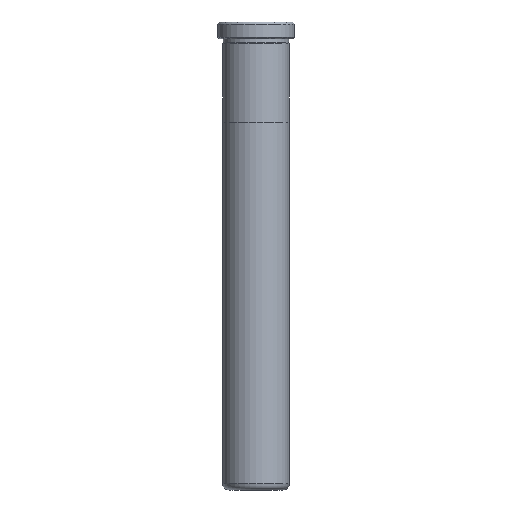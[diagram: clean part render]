
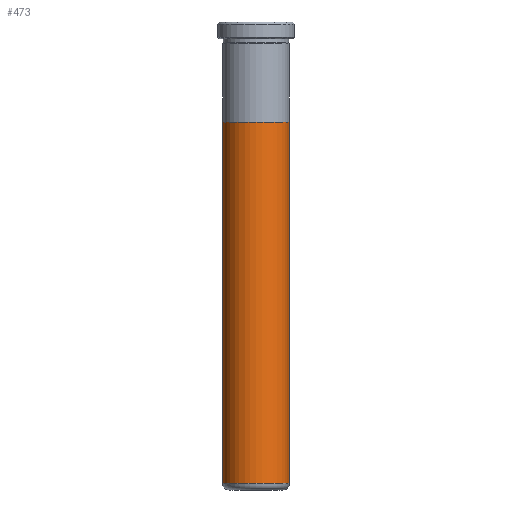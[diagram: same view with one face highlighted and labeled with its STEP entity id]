
A CAD part, front view. The second image highlights one B-rep face of the part: STEP entity #473.
In plain terms, the highlighted cylindrical face has radius 9.995 mm (diameter 19.99 mm), a partial arc.
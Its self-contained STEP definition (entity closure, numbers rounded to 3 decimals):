
#12 = VERTEX_POINT ( 'NONE', #1279 ) ;
#18 = AXIS2_PLACEMENT_3D ( 'NONE', #335, #234, #212 ) ;
#150 = ORIENTED_EDGE ( 'NONE', *, *, #494, .T. ) ;
#212 = DIRECTION ( 'NONE',  ( 1., 0., 0. ) ) ;
#234 = DIRECTION ( 'NONE',  ( 0., 0., 1. ) ) ;
#246 = VECTOR ( 'NONE', #1032, 1000. ) ;
#278 = AXIS2_PLACEMENT_3D ( 'NONE', #1384, #909, #459 ) ;
#325 = VECTOR ( 'NONE', #1271, 1000. ) ;
#330 = DIRECTION ( 'NONE',  ( 1., 0., 0. ) ) ;
#335 = CARTESIAN_POINT ( 'NONE',  ( 0., 0., 2. ) ) ;
#342 = DIRECTION ( 'NONE',  ( 0., 0., 1. ) ) ;
#424 = EDGE_CURVE ( 'NONE', #1088, #1479, #486, .T. ) ;
#459 = DIRECTION ( 'NONE',  ( -1., 0., 0. ) ) ;
#469 = EDGE_CURVE ( 'NONE', #12, #563, #1285, .T. ) ;
#473 = ADVANCED_FACE ( 'NONE', ( #945 ), #1219, .T. ) ;
#474 = EDGE_CURVE ( 'NONE', #1479, #563, #650, .T. ) ;
#486 = CIRCLE ( 'NONE', #1009, 9.995 ) ;
#494 = EDGE_CURVE ( 'NONE', #1088, #12, #877, .T. ) ;
#563 = VERTEX_POINT ( 'NONE', #1369 ) ;
#586 = CARTESIAN_POINT ( 'NONE',  ( 0., 0., 110. ) ) ;
#642 = CARTESIAN_POINT ( 'NONE',  ( -9.995, 0., 110. ) ) ;
#650 = LINE ( 'NONE', #1257, #325 ) ;
#689 = CARTESIAN_POINT ( 'NONE',  ( 9.995, 0., 110. ) ) ;
#724 = ORIENTED_EDGE ( 'NONE', *, *, #469, .T. ) ;
#877 = LINE ( 'NONE', #1247, #246 ) ;
#891 = ORIENTED_EDGE ( 'NONE', *, *, #424, .F. ) ;
#909 = DIRECTION ( 'NONE',  ( 0., 0., -1. ) ) ;
#945 = FACE_OUTER_BOUND ( 'NONE', #1019, .T. ) ;
#1009 = AXIS2_PLACEMENT_3D ( 'NONE', #586, #342, #330 ) ;
#1019 = EDGE_LOOP ( 'NONE', ( #1076, #891, #150, #724 ) ) ;
#1032 = DIRECTION ( 'NONE',  ( 0., 0., -1. ) ) ;
#1076 = ORIENTED_EDGE ( 'NONE', *, *, #474, .F. ) ;
#1088 = VERTEX_POINT ( 'NONE', #642 ) ;
#1219 = CYLINDRICAL_SURFACE ( 'NONE', #278, 9.995 ) ;
#1247 = CARTESIAN_POINT ( 'NONE',  ( -9.995, 0., 135. ) ) ;
#1257 = CARTESIAN_POINT ( 'NONE',  ( 9.995, 0., 135. ) ) ;
#1271 = DIRECTION ( 'NONE',  ( 0., 0., -1. ) ) ;
#1279 = CARTESIAN_POINT ( 'NONE',  ( -9.995, 0., 2. ) ) ;
#1285 = CIRCLE ( 'NONE', #18, 9.995 ) ;
#1369 = CARTESIAN_POINT ( 'NONE',  ( 9.995, 0., 2. ) ) ;
#1384 = CARTESIAN_POINT ( 'NONE',  ( 0., 0., 135. ) ) ;
#1479 = VERTEX_POINT ( 'NONE', #689 ) ;
